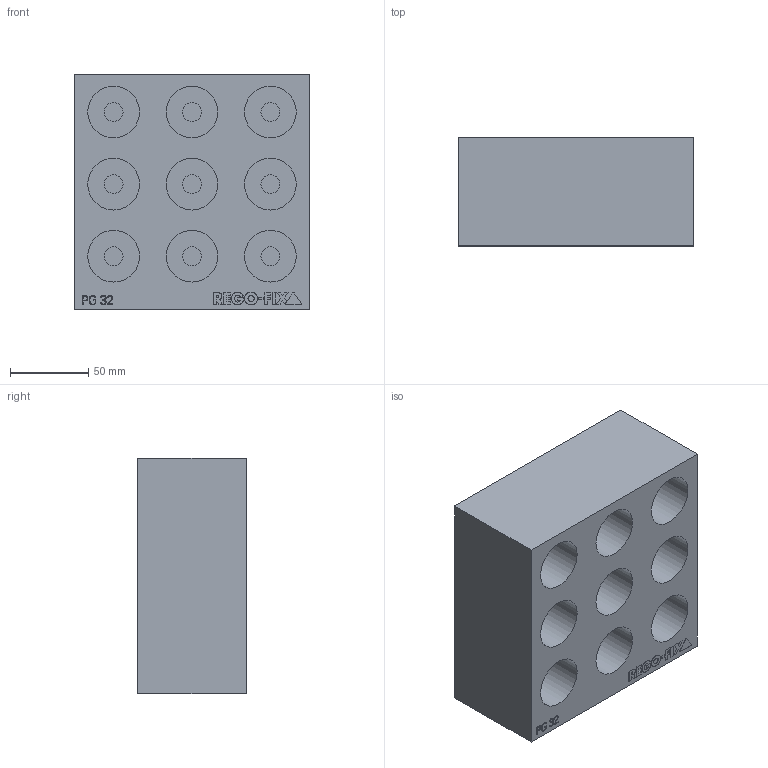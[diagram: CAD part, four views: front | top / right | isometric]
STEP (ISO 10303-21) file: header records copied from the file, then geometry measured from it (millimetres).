
FILE_DESCRIPTION( ( 'Unknown' ), '1' );
FILE_NAME( '769832000-B.stp', 'Unknown', ( 'Unknown' ), ( 'Unknown' ), 'PSStep 15.0.49', 'Unknown', ' ' );
FILE_SCHEMA( ( 'AUTOMOTIVE_DESIGN { 1 0 10303 214 1 1 1 1 }' ) );
Length unit declared in the file: millimetre
Products named in the file (1): 1
Bounding box: 150 x 69 x 150 mm (x, y, z)
Volume: 1090422.4 mm3; surface area: 143324.7 mm2
Topology: 1 solids, 1 shells, 149 faces, 339 edges, 226 vertices
Faces by surface type: plane 107, extrusion 24, cylinder 18
Full cylindrical faces by diameter (mm): 12 x9, 33 x9
Entity records: 6949 total; most frequent: CARTESIAN_POINT 2499, ORIENTED_EDGE 640, DIRECTION 584, EDGE_CURVE 320, VECTOR 260, LINE 236, VERTEX_POINT 226, EDGE_LOOP 202
